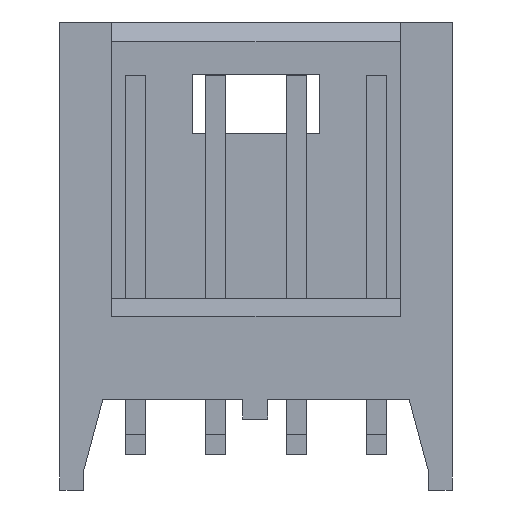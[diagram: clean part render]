
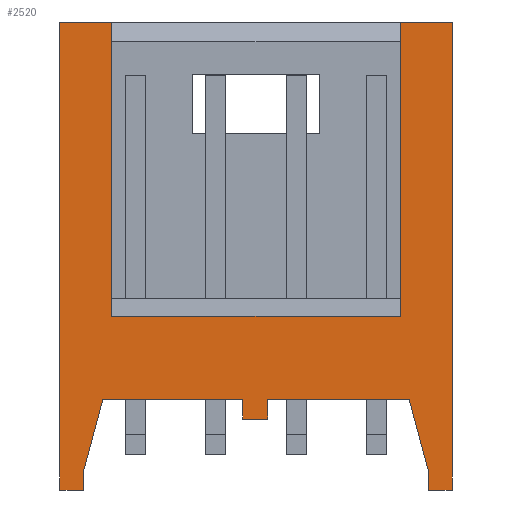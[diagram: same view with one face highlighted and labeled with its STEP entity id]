
A CAD part, front view. The second image highlights one B-rep face of the part: STEP entity #2520.
In plain terms, the highlighted planar face has unit normal (0, -1, 0).
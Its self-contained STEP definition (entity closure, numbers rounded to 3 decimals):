
#141=DIRECTION('',(0.,0.,-1.));
#142=VECTOR('',#141,14.85);
#143=CARTESIAN_POINT('',(-6.225,-2.5,0.));
#144=LINE('',#143,#142);
#630=DIRECTION('',(1.,0.,0.));
#631=VECTOR('',#630,4.484);
#632=CARTESIAN_POINT('',(0.375,-2.5,-11.97));
#633=LINE('',#632,#631);
#634=DIRECTION('',(0.,0.,-1.));
#635=VECTOR('',#634,0.63);
#636=CARTESIAN_POINT('',(0.375,-2.5,-11.97));
#637=LINE('',#636,#635);
#638=DIRECTION('',(1.,0.,0.));
#639=VECTOR('',#638,4.434);
#640=CARTESIAN_POINT('',(-4.859,-2.5,-11.97));
#641=LINE('',#640,#639);
#642=DIRECTION('',(0.259,0.,0.966));
#643=VECTOR('',#642,2.381);
#644=CARTESIAN_POINT('',(-5.475,-2.5,-14.27));
#645=LINE('',#644,#643);
#646=DIRECTION('',(0.,0.,1.));
#647=VECTOR('',#646,0.58);
#648=CARTESIAN_POINT('',(-5.475,-2.5,-14.85));
#649=LINE('',#648,#647);
#650=DIRECTION('',(1.,0.,0.));
#651=VECTOR('',#650,1.655);
#652=CARTESIAN_POINT('',(-6.225,-2.5,0.));
#653=LINE('',#652,#651);
#654=DIRECTION('',(0.,0.,-1.));
#655=VECTOR('',#654,9.337);
#656=CARTESIAN_POINT('',(-4.57,-2.5,0.));
#657=LINE('',#656,#655);
#658=DIRECTION('',(1.,0.,0.));
#659=VECTOR('',#658,9.14);
#660=CARTESIAN_POINT('',(-4.57,-2.5,-9.337));
#661=LINE('',#660,#659);
#662=DIRECTION('',(0.,0.,-1.));
#663=VECTOR('',#662,9.337);
#664=CARTESIAN_POINT('',(4.57,-2.5,0.));
#665=LINE('',#664,#663);
#666=DIRECTION('',(1.,0.,0.));
#667=VECTOR('',#666,1.655);
#668=CARTESIAN_POINT('',(4.57,-2.5,0.));
#669=LINE('',#668,#667);
#670=DIRECTION('',(0.,0.,1.));
#671=VECTOR('',#670,0.58);
#672=CARTESIAN_POINT('',(5.475,-2.5,-14.85));
#673=LINE('',#672,#671);
#674=DIRECTION('',(0.259,0.,-0.966));
#675=VECTOR('',#674,2.381);
#676=CARTESIAN_POINT('',(4.859,-2.5,-11.97));
#677=LINE('',#676,#675);
#809=DIRECTION('',(-1.,0.,0.));
#810=VECTOR('',#809,0.8);
#811=CARTESIAN_POINT('',(0.375,-2.5,-12.6));
#812=LINE('',#811,#810);
#842=DIRECTION('',(0.,0.,-1.));
#843=VECTOR('',#842,0.63);
#844=CARTESIAN_POINT('',(-0.425,-2.5,-11.97));
#845=LINE('',#844,#843);
#878=DIRECTION('',(1.,0.,0.));
#879=VECTOR('',#878,0.75);
#880=CARTESIAN_POINT('',(-6.225,-2.5,-14.85));
#881=LINE('',#880,#879);
#886=DIRECTION('',(1.,0.,0.));
#887=VECTOR('',#886,0.75);
#888=CARTESIAN_POINT('',(5.475,-2.5,-14.85));
#889=LINE('',#888,#887);
#985=DIRECTION('',(0.,0.,-1.));
#986=VECTOR('',#985,14.85);
#987=CARTESIAN_POINT('',(6.225,-2.5,0.));
#988=LINE('',#987,#986);
#1369=CARTESIAN_POINT('',(-6.225,-2.5,0.));
#1370=CARTESIAN_POINT('',(-6.225,-2.5,-14.85));
#1371=VERTEX_POINT('',#1369);
#1372=VERTEX_POINT('',#1370);
#1377=CARTESIAN_POINT('',(6.225,-2.5,0.));
#1378=CARTESIAN_POINT('',(6.225,-2.5,-14.85));
#1379=VERTEX_POINT('',#1377);
#1380=VERTEX_POINT('',#1378);
#1397=CARTESIAN_POINT('',(-5.475,-2.5,-14.85));
#1399=VERTEX_POINT('',#1397);
#1401=CARTESIAN_POINT('',(5.475,-2.5,-14.85));
#1403=VERTEX_POINT('',#1401);
#1501=CARTESIAN_POINT('',(-4.57,-2.5,-9.337));
#1502=CARTESIAN_POINT('',(4.57,-2.5,-9.337));
#1503=VERTEX_POINT('',#1501);
#1504=VERTEX_POINT('',#1502);
#1509=CARTESIAN_POINT('',(-4.57,-2.5,0.));
#1510=VERTEX_POINT('',#1509);
#1511=CARTESIAN_POINT('',(4.57,-2.5,0.));
#1512=VERTEX_POINT('',#1511);
#1541=CARTESIAN_POINT('',(-5.475,-2.5,-14.27));
#1542=VERTEX_POINT('',#1541);
#1549=CARTESIAN_POINT('',(-4.859,-2.5,-11.97));
#1550=VERTEX_POINT('',#1549);
#1551=CARTESIAN_POINT('',(4.859,-2.5,-11.97));
#1552=VERTEX_POINT('',#1551);
#1555=CARTESIAN_POINT('',(5.475,-2.5,-14.27));
#1556=VERTEX_POINT('',#1555);
#1601=CARTESIAN_POINT('',(0.375,-2.5,-12.6));
#1602=CARTESIAN_POINT('',(-0.425,-2.5,-12.6));
#1603=VERTEX_POINT('',#1601);
#1604=VERTEX_POINT('',#1602);
#1617=CARTESIAN_POINT('',(-0.425,-2.5,-11.97));
#1619=VERTEX_POINT('',#1617);
#1623=CARTESIAN_POINT('',(0.375,-2.5,-11.97));
#1624=VERTEX_POINT('',#1623);
#2482=CARTESIAN_POINT('',(-6.225,-2.5,0.));
#2483=DIRECTION('',(0.,-1.,0.));
#2484=DIRECTION('',(0.,0.,-1.));
#2485=AXIS2_PLACEMENT_3D('',#2482,#2483,#2484);
#2486=PLANE('',#2485);
#2488=ORIENTED_EDGE('',*,*,#2487,.F.);
#2490=ORIENTED_EDGE('',*,*,#2489,.T.);
#2492=ORIENTED_EDGE('',*,*,#2491,.T.);
#2494=ORIENTED_EDGE('',*,*,#2493,.F.);
#2496=ORIENTED_EDGE('',*,*,#2495,.F.);
#2498=ORIENTED_EDGE('',*,*,#2497,.F.);
#2500=ORIENTED_EDGE('',*,*,#2499,.F.);
#2502=ORIENTED_EDGE('',*,*,#2501,.F.);
#2503=ORIENTED_EDGE('',*,*,#1782,.F.);
#2504=ORIENTED_EDGE('',*,*,#1980,.T.);
#2506=ORIENTED_EDGE('',*,*,#2505,.T.);
#2507=ORIENTED_EDGE('',*,*,#2472,.T.);
#2508=ORIENTED_EDGE('',*,*,#2462,.F.);
#2509=ORIENTED_EDGE('',*,*,#1998,.T.);
#2511=ORIENTED_EDGE('',*,*,#2510,.T.);
#2513=ORIENTED_EDGE('',*,*,#2512,.F.);
#2515=ORIENTED_EDGE('',*,*,#2514,.T.);
#2517=ORIENTED_EDGE('',*,*,#2516,.F.);
#2518=EDGE_LOOP('',(#2488,#2490,#2492,#2494,#2496,#2498,#2500,#2502,#2503,#2504,
#2506,#2507,#2508,#2509,#2511,#2513,#2515,#2517));
#2519=FACE_OUTER_BOUND('',#2518,.F.);
#2520=ADVANCED_FACE('',(#2519),#2486,.T.);
#1782=EDGE_CURVE('',#1371,#1372,#144,.T.);
#1980=EDGE_CURVE('',#1371,#1510,#653,.T.);
#1998=EDGE_CURVE('',#1512,#1379,#669,.T.);
#2462=EDGE_CURVE('',#1512,#1504,#665,.T.);
#2472=EDGE_CURVE('',#1503,#1504,#661,.T.);
#2487=EDGE_CURVE('',#1624,#1552,#633,.T.);
#2489=EDGE_CURVE('',#1624,#1603,#637,.T.);
#2491=EDGE_CURVE('',#1603,#1604,#812,.T.);
#2493=EDGE_CURVE('',#1619,#1604,#845,.T.);
#2495=EDGE_CURVE('',#1550,#1619,#641,.T.);
#2497=EDGE_CURVE('',#1542,#1550,#645,.T.);
#2499=EDGE_CURVE('',#1399,#1542,#649,.T.);
#2501=EDGE_CURVE('',#1372,#1399,#881,.T.);
#2505=EDGE_CURVE('',#1510,#1503,#657,.T.);
#2510=EDGE_CURVE('',#1379,#1380,#988,.T.);
#2512=EDGE_CURVE('',#1403,#1380,#889,.T.);
#2514=EDGE_CURVE('',#1403,#1556,#673,.T.);
#2516=EDGE_CURVE('',#1552,#1556,#677,.T.);
